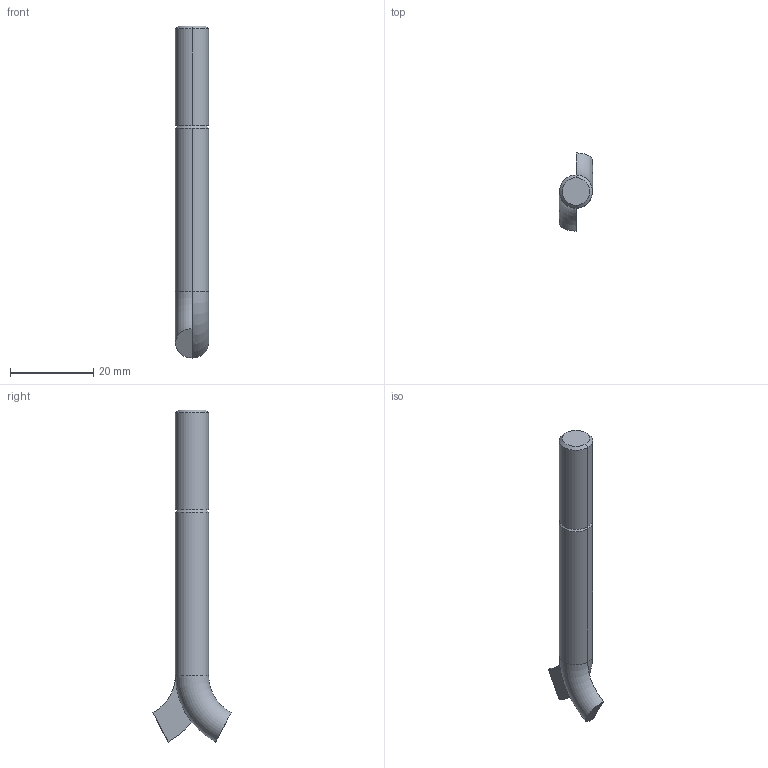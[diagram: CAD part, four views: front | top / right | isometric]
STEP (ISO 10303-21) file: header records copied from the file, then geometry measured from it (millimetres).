
FILE_DESCRIPTION(('STEP AP242'),'1');
FILE_NAME('boulon_562000081.stp','2024-05-10T10:40:21',('TraceParts'),('TraceParts S.A.'),'Spatial InterOp 3D',' ',' ');
FILE_SCHEMA(('AP242_MANAGED_MODEL_BASED_3D_ENGINEERING_MIM_LF {1 0 10303 442 1 1 4}'));
Length unit declared in the file: millimetre
Products named in the file (1): boulon_562000081
Bounding box: 8 x 18.84 x 80 mm (x, y, z)
Volume: 3976.6 mm3; surface area: 2225.9 mm2
Topology: 1 solids, 1 shells, 16 faces, 30 edges, 17 vertices
Faces by surface type: plane 6, cylinder 4, cone 4, torus 2
Entity records: 417 total; most frequent: DIRECTION 84, CARTESIAN_POINT 64, ORIENTED_EDGE 60, AXIS2_PLACEMENT_3D 37, EDGE_CURVE 30, CIRCLE 20, EDGE_LOOP 17, VERTEX_POINT 17
